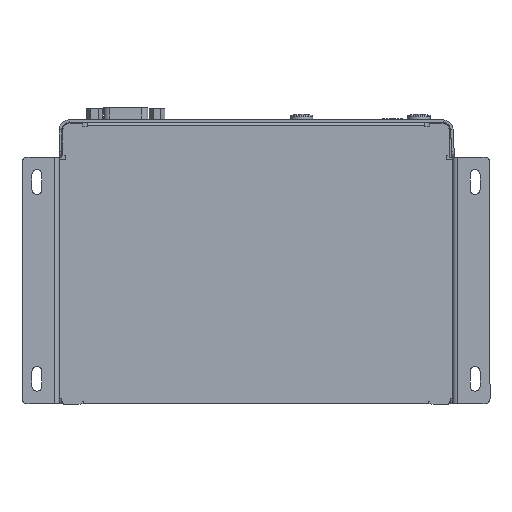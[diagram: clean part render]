
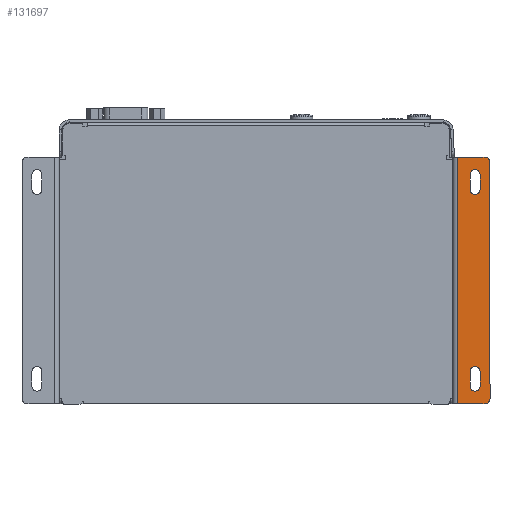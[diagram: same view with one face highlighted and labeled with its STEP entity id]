
A CAD part, front view. The second image highlights one B-rep face of the part: STEP entity #131697.
In plain terms, the highlighted planar face has unit normal (0, -1, 0).
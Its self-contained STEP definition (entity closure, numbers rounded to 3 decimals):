
#590 = CARTESIAN_POINT ( 'NONE',  ( 66.313, 136.491, 25.719 ) ) ;
#2168 = DIRECTION ( 'NONE',  ( 0., 1., 0. ) ) ;
#2816 = PLANE ( 'NONE',  #68458 ) ;
#3299 = AXIS2_PLACEMENT_3D ( 'NONE', #20607, #88840, #10119 ) ;
#5069 = EDGE_CURVE ( 'NONE', #62171, #48053, #94218, .T. ) ;
#6360 = CARTESIAN_POINT ( 'NONE',  ( 64.313, 136.491, -71.281 ) ) ;
#8257 = ORIENTED_EDGE ( 'NONE', *, *, #5069, .T. ) ;
#9010 = VERTEX_POINT ( 'NONE', #119453 ) ;
#10119 = DIRECTION ( 'NONE',  ( -1., 0., 0. ) ) ;
#10736 = VERTEX_POINT ( 'NONE', #76189 ) ;
#11822 = FACE_BOUND ( 'NONE', #74710, .T. ) ;
#13878 = ORIENTED_EDGE ( 'NONE', *, *, #77356, .F. ) ;
#15816 = EDGE_CURVE ( 'NONE', #65066, #10736, #35723, .T. ) ;
#17248 = VERTEX_POINT ( 'NONE', #89346 ) ;
#19223 = CARTESIAN_POINT ( 'NONE',  ( 58.313, 136.491, 18.719 ) ) ;
#19876 = CARTESIAN_POINT ( 'NONE',  ( 66.313, 136.491, 25.719 ) ) ;
#20104 = EDGE_CURVE ( 'NONE', #65972, #69388, #70513, .T. ) ;
#20190 = ORIENTED_EDGE ( 'NONE', *, *, #111308, .T. ) ;
#20579 = DIRECTION ( 'NONE',  ( 0., 0., 1. ) ) ;
#20607 = CARTESIAN_POINT ( 'NONE',  ( 64.313, 136.491, 23.719 ) ) ;
#20611 = AXIS2_PLACEMENT_3D ( 'NONE', #148324, #2168, #45666 ) ;
#21889 = VERTEX_POINT ( 'NONE', #124157 ) ;
#22535 = CIRCLE ( 'NONE', #65562, 2. ) ;
#27410 = ORIENTED_EDGE ( 'NONE', *, *, #116438, .T. ) ;
#27616 = CARTESIAN_POINT ( 'NONE',  ( 58.313, 136.491, 12.719 ) ) ;
#27939 = DIRECTION ( 'NONE',  ( -1., 0., 0. ) ) ;
#28940 = VECTOR ( 'NONE', #61147, 1000. ) ;
#31147 = DIRECTION ( 'NONE',  ( 0., 0., 1. ) ) ;
#33384 = ORIENTED_EDGE ( 'NONE', *, *, #106808, .T. ) ;
#33506 = CARTESIAN_POINT ( 'NONE',  ( 53.313, 136.491, -73.281 ) ) ;
#34972 = CARTESIAN_POINT ( 'NONE',  ( 62.313, 136.491, 18.719 ) ) ;
#35052 = VECTOR ( 'NONE', #83242, 1000. ) ;
#35506 = DIRECTION ( 'NONE',  ( -1., 0., 0. ) ) ;
#35723 = CIRCLE ( 'NONE', #145805, 2. ) ;
#37061 = ORIENTED_EDGE ( 'NONE', *, *, #67787, .T. ) ;
#39171 = EDGE_CURVE ( 'NONE', #80236, #52545, #58963, .T. ) ;
#39188 = DIRECTION ( 'NONE',  ( 0., 1., 0. ) ) ;
#40240 = ORIENTED_EDGE ( 'NONE', *, *, #127072, .T. ) ;
#43119 = DIRECTION ( 'NONE',  ( 0., 0., -1. ) ) ;
#45666 = DIRECTION ( 'NONE',  ( -1., 0., 0. ) ) ;
#46302 = FACE_OUTER_BOUND ( 'NONE', #67931, .T. ) ;
#46943 = ORIENTED_EDGE ( 'NONE', *, *, #139391, .T. ) ;
#46982 = CARTESIAN_POINT ( 'NONE',  ( 62.313, 136.491, 12.719 ) ) ;
#48053 = VERTEX_POINT ( 'NONE', #107213 ) ;
#48523 = DIRECTION ( 'NONE',  ( 0., 1., 0. ) ) ;
#50428 = EDGE_CURVE ( 'NONE', #69388, #98470, #22535, .T. ) ;
#52545 = VERTEX_POINT ( 'NONE', #33506 ) ;
#55442 = CARTESIAN_POINT ( 'NONE',  ( 66.313, 136.491, -73.281 ) ) ;
#57551 = DIRECTION ( 'NONE',  ( 0., 1., 0. ) ) ;
#58206 = LINE ( 'NONE', #92657, #28940 ) ;
#58963 = LINE ( 'NONE', #104663, #132779 ) ;
#59415 = ORIENTED_EDGE ( 'NONE', *, *, #15816, .T. ) ;
#61147 = DIRECTION ( 'NONE',  ( 0., 0., -1. ) ) ;
#62171 = VERTEX_POINT ( 'NONE', #84355 ) ;
#65066 = VERTEX_POINT ( 'NONE', #87867 ) ;
#65562 = AXIS2_PLACEMENT_3D ( 'NONE', #127141, #39188, #27939 ) ;
#65972 = VERTEX_POINT ( 'NONE', #34972 ) ;
#67787 = EDGE_CURVE ( 'NONE', #17248, #21889, #118736, .T. ) ;
#67931 = EDGE_LOOP ( 'NONE', ( #13878, #72308, #46943, #59415, #89991, #8257 ) ) ;
#68041 = CARTESIAN_POINT ( 'NONE',  ( 60.313, 136.491, -60.281 ) ) ;
#68458 = AXIS2_PLACEMENT_3D ( 'NONE', #590, #48523, #115264 ) ;
#68570 = CARTESIAN_POINT ( 'NONE',  ( 58.313, 136.491, 25.719 ) ) ;
#69388 = VERTEX_POINT ( 'NONE', #46982 ) ;
#69545 = FACE_BOUND ( 'NONE', #80757, .T. ) ;
#70513 = LINE ( 'NONE', #81768, #35052 ) ;
#71209 = LINE ( 'NONE', #84674, #122138 ) ;
#71227 = AXIS2_PLACEMENT_3D ( 'NONE', #111897, #112643, #101393 ) ;
#72308 = ORIENTED_EDGE ( 'NONE', *, *, #39171, .T. ) ;
#74710 = EDGE_LOOP ( 'NONE', ( #33384, #20190, #139875, #84688 ) ) ;
#76189 = CARTESIAN_POINT ( 'NONE',  ( 66.313, 136.491, -71.281 ) ) ;
#77356 = EDGE_CURVE ( 'NONE', #80236, #48053, #71209, .T. ) ;
#77586 = AXIS2_PLACEMENT_3D ( 'NONE', #68041, #57551, #94943 ) ;
#79071 = LINE ( 'NONE', #68570, #99405 ) ;
#79621 = VECTOR ( 'NONE', #43119, 1000. ) ;
#80236 = VERTEX_POINT ( 'NONE', #119013 ) ;
#80757 = EDGE_LOOP ( 'NONE', ( #27410, #37061, #40240, #142233 ) ) ;
#81768 = CARTESIAN_POINT ( 'NONE',  ( 62.313, 136.491, 25.719 ) ) ;
#82578 = VERTEX_POINT ( 'NONE', #128737 ) ;
#83242 = DIRECTION ( 'NONE',  ( 0., 0., -1. ) ) ;
#84355 = CARTESIAN_POINT ( 'NONE',  ( 66.313, 136.491, 23.719 ) ) ;
#84674 = CARTESIAN_POINT ( 'NONE',  ( 66.313, 136.491, 25.719 ) ) ;
#84688 = ORIENTED_EDGE ( 'NONE', *, *, #50428, .T. ) ;
#87075 = VECTOR ( 'NONE', #20579, 1000. ) ;
#87867 = CARTESIAN_POINT ( 'NONE',  ( 64.313, 136.491, -73.281 ) ) ;
#87893 = CIRCLE ( 'NONE', #71227, 2. ) ;
#88724 = VERTEX_POINT ( 'NONE', #19223 ) ;
#88840 = DIRECTION ( 'NONE',  ( 0., -1., 0. ) ) ;
#89346 = CARTESIAN_POINT ( 'NONE',  ( 62.313, 136.491, -66.281 ) ) ;
#89991 = ORIENTED_EDGE ( 'NONE', *, *, #120698, .F. ) ;
#90454 = DIRECTION ( 'NONE',  ( 0., 0., -1. ) ) ;
#92657 = CARTESIAN_POINT ( 'NONE',  ( 62.313, 136.491, 25.719 ) ) ;
#94218 = CIRCLE ( 'NONE', #3299, 2. ) ;
#94943 = DIRECTION ( 'NONE',  ( -1., 0., 0. ) ) ;
#97806 = DIRECTION ( 'NONE',  ( 0., -1., 0. ) ) ;
#98274 = VECTOR ( 'NONE', #124365, 1000. ) ;
#98470 = VERTEX_POINT ( 'NONE', #27616 ) ;
#99405 = VECTOR ( 'NONE', #31147, 1000. ) ;
#101393 = DIRECTION ( 'NONE',  ( -1., 0., 0. ) ) ;
#104663 = CARTESIAN_POINT ( 'NONE',  ( 53.313, 136.491, 25.719 ) ) ;
#106808 = EDGE_CURVE ( 'NONE', #98470, #88724, #79071, .T. ) ;
#107213 = CARTESIAN_POINT ( 'NONE',  ( 64.313, 136.491, 25.719 ) ) ;
#108722 = CIRCLE ( 'NONE', #77586, 2. ) ;
#109079 = LINE ( 'NONE', #146498, #87075 ) ;
#111308 = EDGE_CURVE ( 'NONE', #88724, #65972, #87893, .T. ) ;
#111897 = CARTESIAN_POINT ( 'NONE',  ( 60.313, 136.491, 18.719 ) ) ;
#112643 = DIRECTION ( 'NONE',  ( 0., 1., 0. ) ) ;
#115264 = DIRECTION ( 'NONE',  ( -1., 0., 0. ) ) ;
#116438 = EDGE_CURVE ( 'NONE', #9010, #17248, #58206, .T. ) ;
#118736 = CIRCLE ( 'NONE', #20611, 2. ) ;
#119013 = CARTESIAN_POINT ( 'NONE',  ( 53.313, 136.491, 25.719 ) ) ;
#119453 = CARTESIAN_POINT ( 'NONE',  ( 62.313, 136.491, -60.281 ) ) ;
#120698 = EDGE_CURVE ( 'NONE', #62171, #10736, #133812, .T. ) ;
#122013 = EDGE_CURVE ( 'NONE', #82578, #9010, #108722, .T. ) ;
#122138 = VECTOR ( 'NONE', #140904, 1000. ) ;
#124157 = CARTESIAN_POINT ( 'NONE',  ( 58.313, 136.491, -66.281 ) ) ;
#124365 = DIRECTION ( 'NONE',  ( 1., 0., 0. ) ) ;
#127072 = EDGE_CURVE ( 'NONE', #21889, #82578, #109079, .T. ) ;
#127141 = CARTESIAN_POINT ( 'NONE',  ( 60.313, 136.491, 12.719 ) ) ;
#128737 = CARTESIAN_POINT ( 'NONE',  ( 58.313, 136.491, -60.281 ) ) ;
#131697 = ADVANCED_FACE ( 'NONE', ( #11822, #69545, #46302 ), #2816, .F. ) ;
#132779 = VECTOR ( 'NONE', #90454, 1000. ) ;
#133812 = LINE ( 'NONE', #19876, #79621 ) ;
#139391 = EDGE_CURVE ( 'NONE', #52545, #65066, #145388, .T. ) ;
#139875 = ORIENTED_EDGE ( 'NONE', *, *, #20104, .T. ) ;
#140904 = DIRECTION ( 'NONE',  ( 1., 0., 0. ) ) ;
#142233 = ORIENTED_EDGE ( 'NONE', *, *, #122013, .T. ) ;
#145388 = LINE ( 'NONE', #55442, #98274 ) ;
#145805 = AXIS2_PLACEMENT_3D ( 'NONE', #6360, #97806, #35506 ) ;
#146498 = CARTESIAN_POINT ( 'NONE',  ( 58.313, 136.491, 25.719 ) ) ;
#148324 = CARTESIAN_POINT ( 'NONE',  ( 60.313, 136.491, -66.281 ) ) ;
